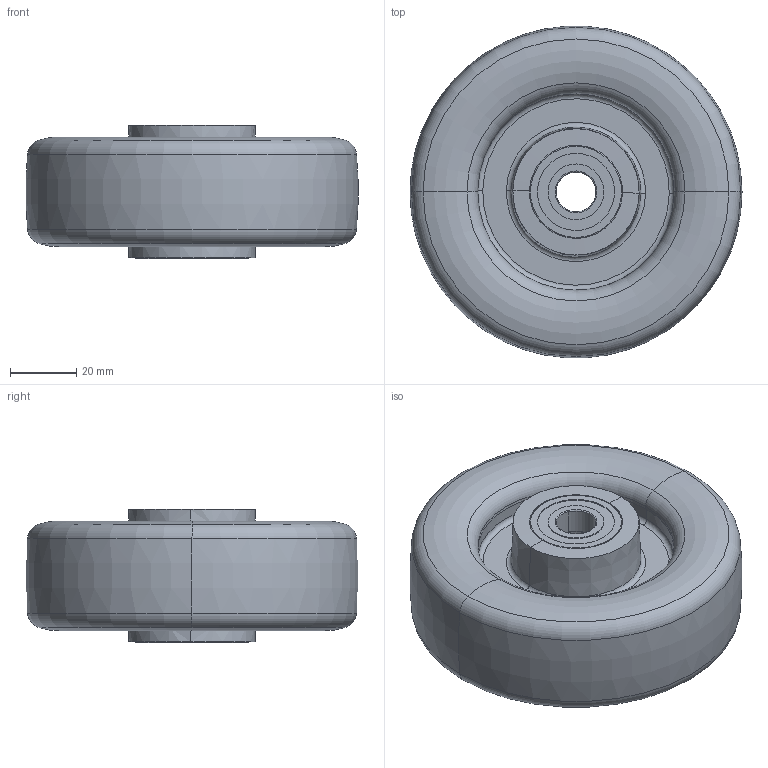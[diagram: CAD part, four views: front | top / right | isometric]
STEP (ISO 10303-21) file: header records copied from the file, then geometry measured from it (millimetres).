
FILE_DESCRIPTION (( 'STEP AP214' ), '1' );
FILE_NAME ('0014363.step', '2020-11-04T11:56:05', ( '' ), ( '' ), 'SwSTEP 2.0', 'SolidWorks 2018', '' );
FILE_SCHEMA (( 'AUTOMOTIVE_DESIGN' ));
Length unit declared in the file: millimetre
Products named in the file (1): 0014363
Bounding box: 99.89 x 99.69 x 40.1 mm (x, y, z)
Volume: 207976.8 mm3; surface area: 45282.7 mm2
Topology: 12 solids, 20 shells, 258 faces, 584 edges, 364 vertices
Faces by surface type: torus 110, cylinder 58, plane 54, cone 28, bspline 8
Entity records: 8975 total; most frequent: CARTESIAN_POINT 1999, DIRECTION 1448, ORIENTED_EDGE 1168, AXIS2_PLACEMENT_3D 653, EDGE_CURVE 584, CIRCLE 402, VERTEX_POINT 364, EDGE_LOOP 280
